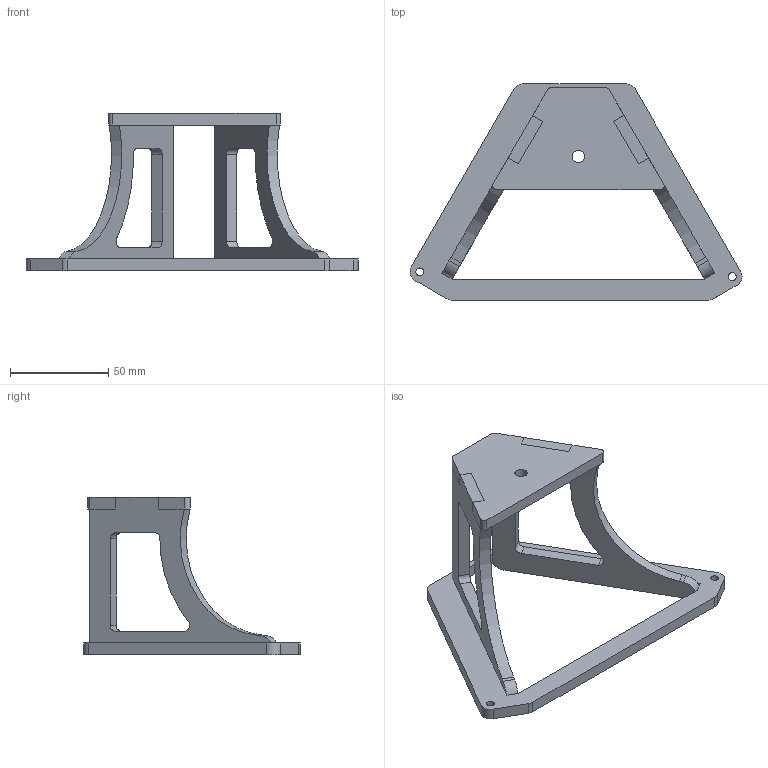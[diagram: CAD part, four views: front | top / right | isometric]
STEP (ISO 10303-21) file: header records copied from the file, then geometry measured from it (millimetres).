
FILE_DESCRIPTION(/* description */ (''),/* implementation_level */ '2;1');
FILE_NAME(/* name */ 'CameraMount.step',/* time_stamp */ '2021-11-18T12:11:49+00:00',/* author */ (''),/* organization */ (''),/* preprocessor_version */ 'ST-DEVELOPER v18.1',/* originating_system */ 'Autodesk Translation Framework v10.10.0.1391',/* authorisation */ '');
FILE_SCHEMA (('AUTOMOTIVE_DESIGN { 1 0 10303 214 3 1 1 }'));
Length unit declared in the file: millimetre
Products named in the file (1): Camera mount
Bounding box: 168.65 x 109.81 x 80 mm (x, y, z)
Volume: 85524.4 mm3; surface area: 41700.9 mm2
Topology: 4 solids, 4 shells, 85 faces, 231 edges, 154 vertices
Faces by surface type: plane 54, cylinder 31
Full cylindrical faces by diameter (mm): 4 x2, 6.35 x1
Entity records: 2748 total; most frequent: CARTESIAN_POINT 471, DIRECTION 465, ORIENTED_EDGE 462, EDGE_CURVE 231, LINE 169, VECTOR 169, VERTEX_POINT 154, AXIS2_PLACEMENT_3D 148
